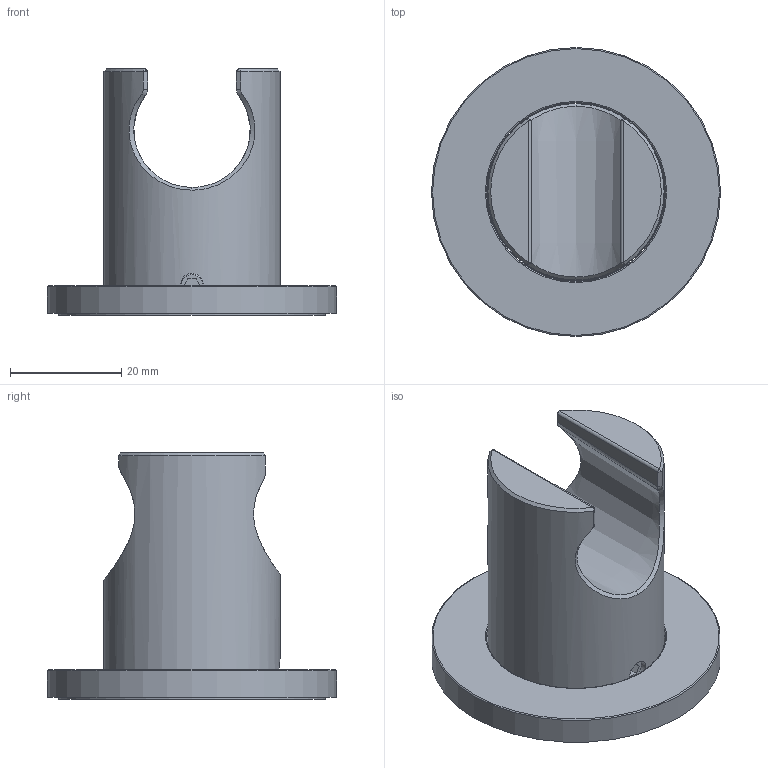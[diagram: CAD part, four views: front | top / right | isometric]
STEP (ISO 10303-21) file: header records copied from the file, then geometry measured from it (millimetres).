
FILE_DESCRIPTION(/* description */ ('Unknown'),/* implementation_level */ '2;1');
FILE_NAME(/* name */ 'AR514',/* time_stamp */ '2022-12-14T09:27:23+01:00',/* author */ ('Unknown'),/* organization */ ('Unknown'),/* preprocessor_version */ 'ST-DEVELOPER v16.7',/* originating_system */ 'DEX',/* authorisation */ $);
FILE_SCHEMA (('AUTOMOTIVE_DESIGN {1 0 10303 214 3 1 1}'));
Length unit declared in the file: millimetre
Products named in the file (6): AR514-00; AR517-06; AR517-07; AR514-01; AR517-02; AR517-05
Assembly tree (5 placements, depth 2):
  AR514-00
    AR517-06
    AR517-07
    AR514-01
    AR517-02
    AR517-05
Bounding box: 52 x 52 x 44.3 mm (x, y, z)
Volume: 23857.3 mm3; surface area: 14287.1 mm2
Topology: 5 solids, 5 shells, 66 faces, 141 edges, 83 vertices
Faces by surface type: plane 26, cylinder 18, cone 13, bspline 6, torus 3
Full cylindrical faces by diameter (mm): 4 x1, 5 x1, 22.1 x1, 31.7 x1, 32.2 x2, 35.2 x1, 39 x1, 40 x1, 48 x2, 52 x1
Entity records: 2272 total; most frequent: CARTESIAN_POINT 844, DIRECTION 232, ORIENTED_EDGE 212, EDGE_CURVE 106, FACE_BOUND 98, AXIS2_PLACEMENT_3D 98, EDGE_LOOP 96, VERTEX_POINT 76
